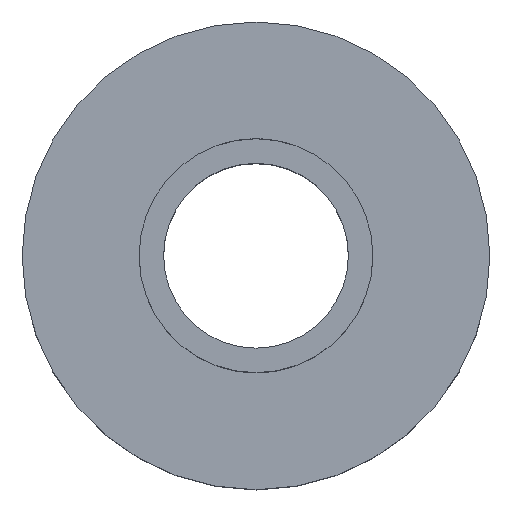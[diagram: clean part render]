
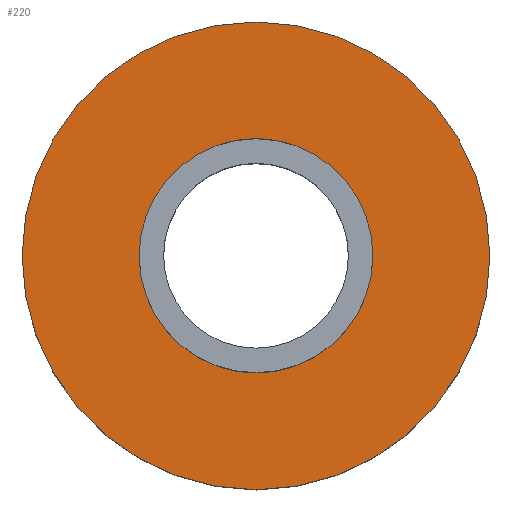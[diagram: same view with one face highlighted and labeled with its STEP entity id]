
A CAD part, top view. The second image highlights one B-rep face of the part: STEP entity #220.
In plain terms, the highlighted planar face has unit normal (0, 0, 1).
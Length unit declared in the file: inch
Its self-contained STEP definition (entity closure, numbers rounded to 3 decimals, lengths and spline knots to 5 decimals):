
#18=PLANE('',#258);
#25=FACE_BOUND('',#67,.T.);
#28=CIRCLE('',#240,0.5);
#38=CIRCLE('',#257,1.);
#49=FACE_OUTER_BOUND('',#66,.T.);
#66=EDGE_LOOP('',(#199));
#67=EDGE_LOOP('',(#200));
#105=VERTEX_POINT('',#480);
#115=VERTEX_POINT('',#513);
#128=EDGE_CURVE('',#105,#105,#28,.T.);
#144=EDGE_CURVE('',#115,#115,#38,.T.);
#199=ORIENTED_EDGE('',*,*,#144,.F.);
#200=ORIENTED_EDGE('',*,*,#128,.T.);
#220=ADVANCED_FACE('',(#49,#25),#18,.F.);
#240=AXIS2_PLACEMENT_3D('',#482,#273,#274);
#257=AXIS2_PLACEMENT_3D('',#515,#313,#314);
#258=AXIS2_PLACEMENT_3D('',#516,#315,#316);
#273=DIRECTION('center_axis',(0.,0.,-1.));
#274=DIRECTION('ref_axis',(-1.,0.,0.));
#313=DIRECTION('center_axis',(0.,0.,-1.));
#314=DIRECTION('ref_axis',(-1.,0.,0.));
#315=DIRECTION('center_axis',(0.,0.,-1.));
#316=DIRECTION('ref_axis',(-1.,0.,0.));
#480=CARTESIAN_POINT('',(0.5,0.,0.3125));
#482=CARTESIAN_POINT('Origin',(0.,0.,0.3125));
#513=CARTESIAN_POINT('',(1.,0.,0.3125));
#515=CARTESIAN_POINT('Origin',(0.,0.,0.3125));
#516=CARTESIAN_POINT('Origin',(0.,0.,0.3125));
